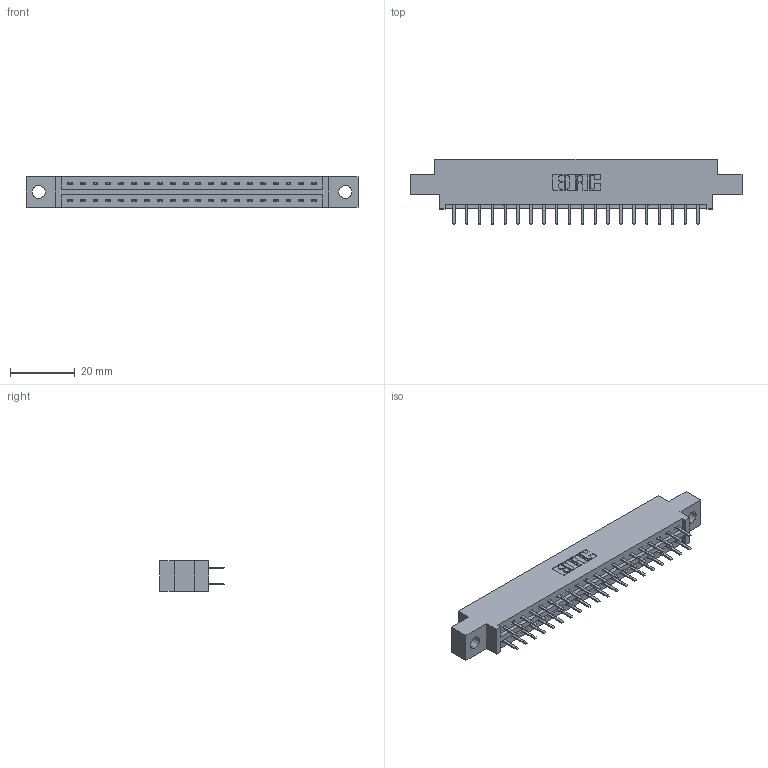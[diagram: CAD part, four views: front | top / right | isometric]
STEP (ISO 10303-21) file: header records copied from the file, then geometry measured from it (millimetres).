
FILE_DESCRIPTION (( 'STEP AP203' ), '1' );
FILE_NAME ('337-040-520-804.STEP', '2019-10-11T11:50:02', ( '' ), ( '' ), 'SwSTEP 2.0', 'SolidWorks 2016', '' );
FILE_SCHEMA (( 'CONFIG_CONTROL_DESIGN' ));
Length unit declared in the file: inch
Products named in the file (3): 337 Part_0.170 Offset - 0.156 Dia-TH; 337-040-520-804; 345-292-001_345-293-120
Assembly tree (41 placements, depth 2):
  337-040-520-804
    337 Part_0.170 Offset - 0.156 Dia-TH
    345-292-001_345-293-120  x40
Bounding box: 102.26 x 20.02 x 9.4 mm (x, y, z)
Volume: 10261.2 mm3; surface area: 11241.7 mm2
Topology: 41 solids, 41 shells, 2438 faces, 7083 edges, 4614 vertices
Faces by surface type: plane 1674, cylinder 764
Entity records: 18601 total; most frequent: CARTESIAN_POINT 3166, ORIENTED_EDGE 3090, DIRECTION 2721, EDGE_CURVE 1545, LINE 1413, VECTOR 1413, VERTEX_POINT 1026, AXIS2_PLACEMENT_3D 654
